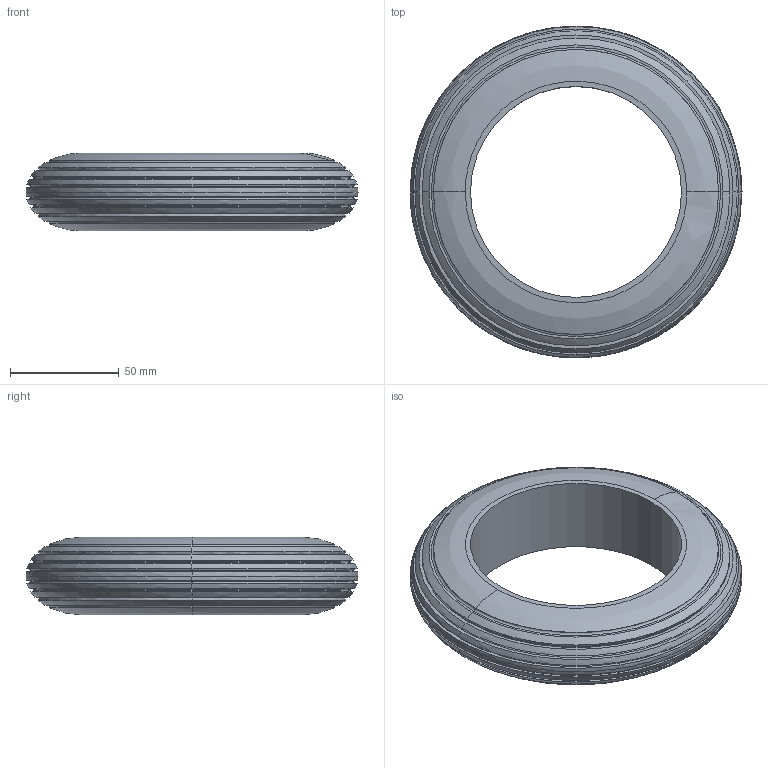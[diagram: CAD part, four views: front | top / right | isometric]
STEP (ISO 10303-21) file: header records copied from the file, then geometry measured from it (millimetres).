
FILE_DESCRIPTION (( 'STEP AP214' ), '1' );
FILE_NAME ('am-2474 6in pneumatic tire.STEP', '2019-11-27T16:52:59', ( '' ), ( '' ), 'SwSTEP 2.0', 'SolidWorks 2019', '' );
FILE_SCHEMA (( 'AUTOMOTIVE_DESIGN' ));
Length unit declared in the file: inch
Products named in the file (2): am-2474 6in pneumatic tire
Bounding box: 152.4 x 152.33 x 35.56 mm (x, y, z)
Volume: 294518.5 mm3; surface area: 47089.9 mm2
Topology: 1 solids, 1 shells, 82 faces, 388 edges, 318 vertices
Faces by surface type: torus 28, bspline 20, cylinder 14, plane 12, cone 8
Entity records: 9379 total; most frequent: CARTESIAN_POINT 6750, ORIENTED_EDGE 776, EDGE_CURVE 388, VERTEX_POINT 318, DIRECTION 318, B_SPLINE_CURVE_WITH_KNOTS 166, AXIS2_PLACEMENT_3D 148, EDGE_LOOP 94
